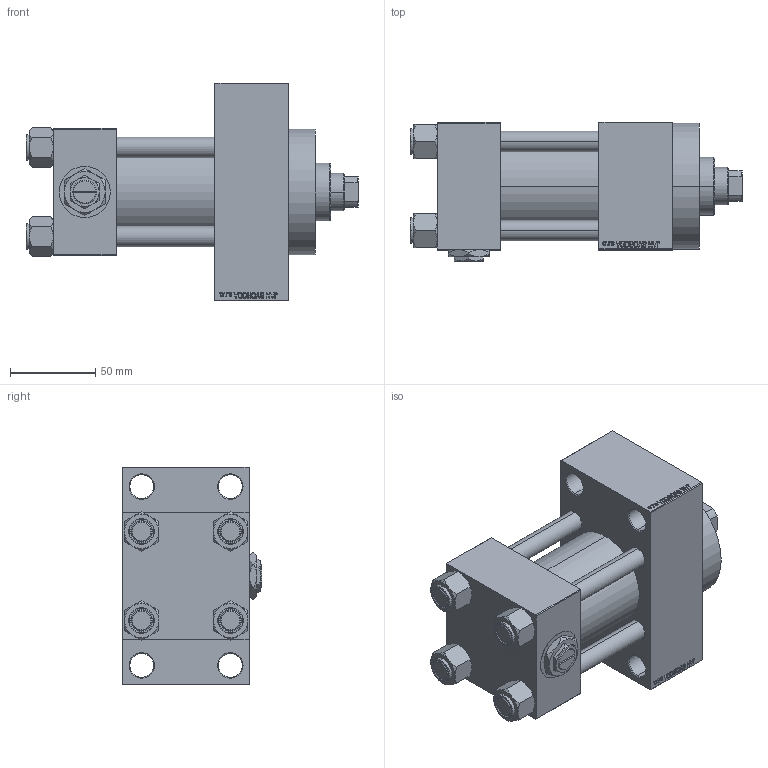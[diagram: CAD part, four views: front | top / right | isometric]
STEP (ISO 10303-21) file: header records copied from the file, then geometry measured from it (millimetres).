
FILE_DESCRIPTION (( 'STEP AP203' ), '1' );
FILE_NAME ('0479.STEP', '2026-01-26T07:55:51', ( '' ), ( '' ), 'SwSTEP 2.0', 'SolidWorks 2019', '' );
FILE_SCHEMA (( 'CONFIG_CONTROL_DESIGN' ));
Length unit declared in the file: millimetre
Products named in the file (7): V215CD_VC_A f021a5a5f6794b4bb72ea1edcf6738f1; V215CD_NUT_M5_D f021a5a5f6794b4bb72ea1edcf6738f1; V215CD_D_TYCINKA f021a5a5f6794b4bb72ea1edcf6738f1; Zatka_pro_OIL_PORT f021a5a5f6794b4bb72ea1edcf6738f1; V215CD_D_Body f021a5a5f6794b4bb72ea1edcf6738f1; 0479; V215CD_VCP_D f021a5a5f6794b4bb72ea1edcf6738f1
Assembly tree (12 placements, depth 2):
  0479
    V215CD_D_Body f021a5a5f6794b4bb72ea1edcf6738f1
    V215CD_VC_A f021a5a5f6794b4bb72ea1edcf6738f1
    V215CD_VCP_D f021a5a5f6794b4bb72ea1edcf6738f1
    V215CD_D_TYCINKA f021a5a5f6794b4bb72ea1edcf6738f1  x4
    V215CD_NUT_M5_D f021a5a5f6794b4bb72ea1edcf6738f1  x4
    Zatka_pro_OIL_PORT f021a5a5f6794b4bb72ea1edcf6738f1
Bounding box: 195 x 82 x 128 mm (x, y, z)
Volume: 809305.5 mm3; surface area: 166406.8 mm2
Topology: 12 solids, 12 shells, 1146 faces, 2848 edges, 1839 vertices
Faces by surface type: plane 519, bspline 368, cone 162, cylinder 89, torus 8
Entity records: 48677 total; most frequent: CARTESIAN_POINT 25531, ORIENTED_EDGE 5188, DIRECTION 3362, EDGE_CURVE 2594, VERTEX_POINT 1695, LINE 1538, VECTOR 1538, EDGE_LOOP 1159
